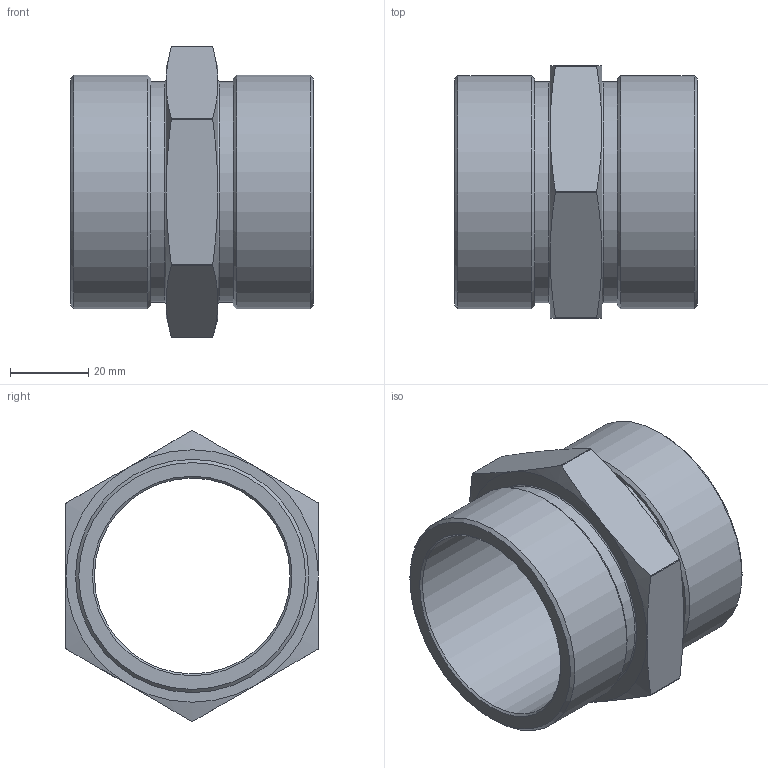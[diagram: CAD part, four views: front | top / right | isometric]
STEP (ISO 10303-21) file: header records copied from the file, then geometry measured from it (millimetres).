
FILE_DESCRIPTION (( 'STEP AP214' ), '1' );
FILE_NAME ('heco DN-200-6KZ-I.STEP', '2016-01-19T08:27:11', ( 'test' ), ( '' ), 'SwSTEP 2.0', 'SolidWorks 2011', '' );
FILE_SCHEMA (( 'AUTOMOTIVE_DESIGN' ));
Length unit declared in the file: millimetre
Products named in the file (1): heco DN-200-6KZ-I
Bounding box: 62 x 64.6 x 74.38 mm (x, y, z)
Volume: 59218.4 mm3; surface area: 25505.1 mm2
Topology: 1 solids, 1 shells, 213 faces, 540 edges, 355 vertices
Faces by surface type: plane 107, bspline 75, cone 18, cylinder 11, torus 2
Full cylindrical faces by diameter (mm): 50 x1, 56.5 x2, 59.614 x2
Entity records: 12957 total; most frequent: CARTESIAN_POINT 6109, ORIENTED_EDGE 1044, DIRECTION 644, EDGE_CURVE 522, VERTEX_POINT 350, LINE 306, VECTOR 306, EDGE_LOOP 254
